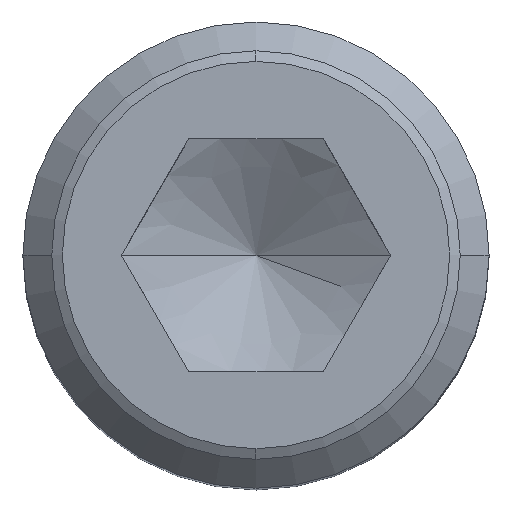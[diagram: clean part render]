
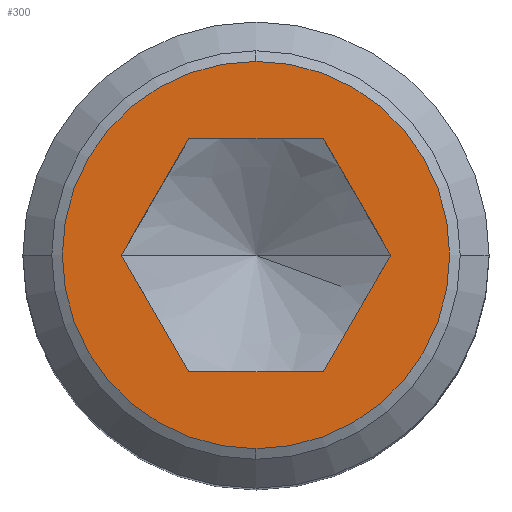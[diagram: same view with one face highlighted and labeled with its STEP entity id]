
A CAD part, top view. The second image highlights one B-rep face of the part: STEP entity #300.
In plain terms, the highlighted planar face has unit normal (0, 0, 1).
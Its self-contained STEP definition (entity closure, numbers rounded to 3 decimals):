
#132=VERTEX_POINT('',#349);
#154=VERTEX_POINT('',#373);
#184=EDGE_CURVE('',#154,#246,#409,.T.);
#196=EDGE_CURVE('',#294,#224,#422,.T.);
#216=EDGE_CURVE('',#224,#260,#443,.T.);
#224=VERTEX_POINT('',#451);
#244=VERTEX_POINT('',#474);
#246=VERTEX_POINT('',#476);
#260=VERTEX_POINT('',#491);
#262=EDGE_CURVE('',#260,#132,#493,.T.);
#284=EDGE_CURVE('',#304,#294,#517,.T.);
#294=VERTEX_POINT('',#528);
#296=EDGE_CURVE('',#244,#304,#530,.T.);
#300=ADVANCED_FACE('',(#534,#535),#536,.T.);
#304=VERTEX_POINT('',#541);
#322=EDGE_CURVE('',#132,#244,#560,.T.);
#324=EDGE_CURVE('',#246,#154,#562,.T.);
#349=CARTESIAN_POINT('',(2.309,0.0,0.));
#373=CARTESIAN_POINT('',(0.,-3.323,0.));
#409=CIRCLE('',#656,3.323);
#422=LINE('',#672,#673);
#443=LINE('',#714,#715);
#451=CARTESIAN_POINT('',(-1.155,2.0,0.));
#474=CARTESIAN_POINT('',(1.155,-2.0,0.));
#476=CARTESIAN_POINT('',(0.,3.323,0.));
#491=CARTESIAN_POINT('',(1.155,2.0,0.));
#493=LINE('',#803,#804);
#517=LINE('',#846,#847);
#528=CARTESIAN_POINT('',(-2.309,0.0,0.));
#530=LINE('',#875,#876);
#534=FACE_BOUND('',#882,.T.);
#535=FACE_OUTER_BOUND('',#883,.T.);
#536=PLANE('',#884);
#541=CARTESIAN_POINT('',(-1.155,-2.0,0.));
#560=LINE('',#912,#913);
#562=CIRCLE('',#916,3.323);
#656=AXIS2_PLACEMENT_3D('',#1014,#1015,#1016);
#672=CARTESIAN_POINT('',(-1.443,1.5,0.));
#673=VECTOR('',#1024,1.0);
#714=CARTESIAN_POINT('',(0.577,2.0,0.));
#715=VECTOR('',#1041,1.0);
#803=CARTESIAN_POINT('',(2.021,0.5,0.));
#804=VECTOR('',#1090,1.0);
#846=CARTESIAN_POINT('',(-2.021,-0.5,0.));
#847=VECTOR('',#1111,1.0);
#875=CARTESIAN_POINT('',(-0.577,-2.0,0.));
#876=VECTOR('',#1122,1.0);
#882=EDGE_LOOP('',(#1125,#1126,#1127,#1128,#1129,#1130));
#883=EDGE_LOOP('',(#1131,#1132));
#884=AXIS2_PLACEMENT_3D('',#1133,#1134,#1135);
#912=CARTESIAN_POINT('',(1.443,-1.5,0.));
#913=VECTOR('',#1157,1.0);
#916=AXIS2_PLACEMENT_3D('',#1158,#1159,#1160);
#1014=CARTESIAN_POINT('',(0.,0.,0.));
#1015=DIRECTION('',(0.0,0.0,1.0));
#1016=DIRECTION('',(0.,1.0,0.0));
#1024=DIRECTION('',(0.5,0.866,0.));
#1041=DIRECTION('',(1.0,0.0,0.0));
#1090=DIRECTION('',(0.5,-0.866,0.));
#1111=DIRECTION('',(-0.5,0.866,0.));
#1122=DIRECTION('',(-1.0,0.0,0.0));
#1125=ORIENTED_EDGE('',*,*,#284,.T.);
#1126=ORIENTED_EDGE('',*,*,#196,.T.);
#1127=ORIENTED_EDGE('',*,*,#216,.T.);
#1128=ORIENTED_EDGE('',*,*,#262,.T.);
#1129=ORIENTED_EDGE('',*,*,#322,.T.);
#1130=ORIENTED_EDGE('',*,*,#296,.T.);
#1131=ORIENTED_EDGE('',*,*,#324,.T.);
#1132=ORIENTED_EDGE('',*,*,#184,.T.);
#1133=CARTESIAN_POINT('',(-2.855,0.,0.));
#1134=DIRECTION('',(0.0,0.0,1.0));
#1135=DIRECTION('',(-1.0,0.,0.0));
#1157=DIRECTION('',(-0.5,-0.866,0.));
#1158=CARTESIAN_POINT('',(0.,0.,0.));
#1159=DIRECTION('',(0.0,0.0,1.0));
#1160=DIRECTION('',(0.,1.0,0.0));
